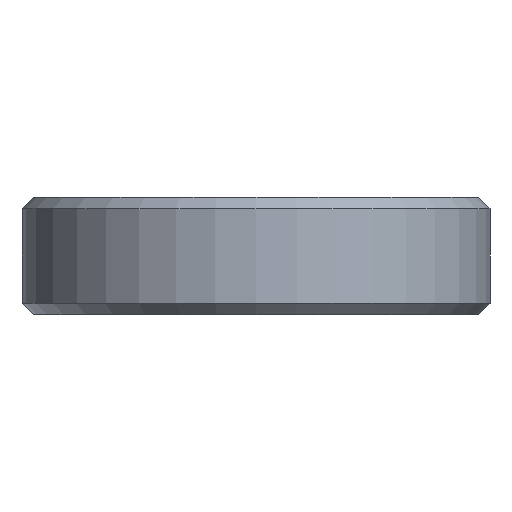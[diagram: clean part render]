
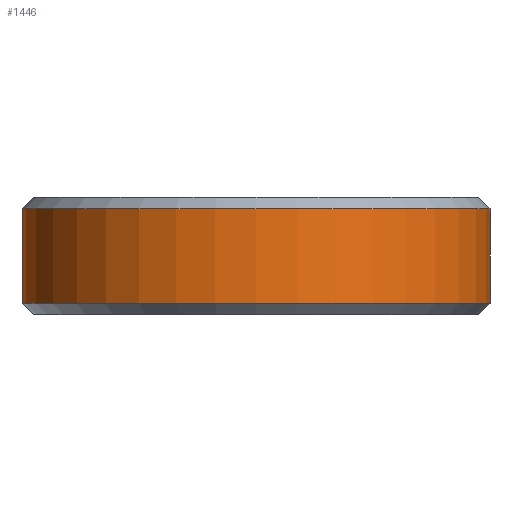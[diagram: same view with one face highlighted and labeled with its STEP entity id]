
A CAD part, left-side view. The second image highlights one B-rep face of the part: STEP entity #1446.
In plain terms, the highlighted cylindrical face has radius 6.25 mm (diameter 12.5 mm), a partial arc.
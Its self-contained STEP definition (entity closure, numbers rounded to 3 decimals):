
#144 = VERTEX_POINT('',#145);
#145 = CARTESIAN_POINT('',(0.,-6.25,0.3));
#161 = CONICAL_SURFACE('',#162,6.25,0.785);
#162 = AXIS2_PLACEMENT_3D('',#163,#164,#165);
#163 = CARTESIAN_POINT('',(0.,0.,0.3));
#164 = DIRECTION('',(0.,0.,1.));
#165 = DIRECTION('',(0.,1.,0.));
#187 = PLANE('',#188);
#188 = AXIS2_PLACEMENT_3D('',#189,#190,#191);
#189 = CARTESIAN_POINT('',(187.5,-6.25,0.));
#190 = DIRECTION('',(0.,-1.,0.));
#191 = DIRECTION('',(-1.,0.,0.));
#290 = PLANE('',#291);
#291 = AXIS2_PLACEMENT_3D('',#292,#293,#294);
#292 = CARTESIAN_POINT('',(187.5,6.25,0.));
#293 = DIRECTION('',(0.,-1.,0.));
#294 = DIRECTION('',(-1.,0.,0.));
#742 = VERTEX_POINT('',#743);
#743 = CARTESIAN_POINT('',(0.,6.25,0.3));
#789 = EDGE_CURVE('',#742,#144,#790,.T.);
#790 = SURFACE_CURVE('',#791,(#796,#803),.PCURVE_S1.);
#791 = CIRCLE('',#792,6.25);
#792 = AXIS2_PLACEMENT_3D('',#793,#794,#795);
#793 = CARTESIAN_POINT('',(0.,0.,0.3));
#794 = DIRECTION('',(0.,-0.,1.));
#795 = DIRECTION('',(0.,1.,0.));
#796 = PCURVE('',#161,#797);
#797 = DEFINITIONAL_REPRESENTATION('',(#798),#802);
#798 = LINE('',#799,#800);
#799 = CARTESIAN_POINT('',(0.,-0.));
#800 = VECTOR('',#801,1.);
#801 = DIRECTION('',(1.,-0.));
#802 = ( GEOMETRIC_REPRESENTATION_CONTEXT(2) 
PARAMETRIC_REPRESENTATION_CONTEXT() REPRESENTATION_CONTEXT('2D SPACE',''
  ) );
#803 = PCURVE('',#804,#809);
#804 = CYLINDRICAL_SURFACE('',#805,6.25);
#805 = AXIS2_PLACEMENT_3D('',#806,#807,#808);
#806 = CARTESIAN_POINT('',(0.,0.,0.));
#807 = DIRECTION('',(-0.,-0.,-1.));
#808 = DIRECTION('',(1.,0.,0.));
#809 = DEFINITIONAL_REPRESENTATION('',(#810),#814);
#810 = LINE('',#811,#812);
#811 = CARTESIAN_POINT('',(-1.571,-0.3));
#812 = VECTOR('',#813,1.);
#813 = DIRECTION('',(-1.,0.));
#814 = ( GEOMETRIC_REPRESENTATION_CONTEXT(2) 
PARAMETRIC_REPRESENTATION_CONTEXT() REPRESENTATION_CONTEXT('2D SPACE',''
  ) );
#823 = VERTEX_POINT('',#824);
#824 = CARTESIAN_POINT('',(0.,-6.25,2.825));
#850 = EDGE_CURVE('',#144,#823,#851,.T.);
#851 = SURFACE_CURVE('',#852,(#856,#863),.PCURVE_S1.);
#852 = LINE('',#853,#854);
#853 = CARTESIAN_POINT('',(0.,-6.25,0.));
#854 = VECTOR('',#855,1.);
#855 = DIRECTION('',(0.,0.,1.));
#856 = PCURVE('',#187,#857);
#857 = DEFINITIONAL_REPRESENTATION('',(#858),#862);
#858 = LINE('',#859,#860);
#859 = CARTESIAN_POINT('',(187.5,0.));
#860 = VECTOR('',#861,1.);
#861 = DIRECTION('',(0.,-1.));
#862 = ( GEOMETRIC_REPRESENTATION_CONTEXT(2) 
PARAMETRIC_REPRESENTATION_CONTEXT() REPRESENTATION_CONTEXT('2D SPACE',''
  ) );
#863 = PCURVE('',#804,#864);
#864 = DEFINITIONAL_REPRESENTATION('',(#865),#869);
#865 = LINE('',#866,#867);
#866 = CARTESIAN_POINT('',(-4.712,0.));
#867 = VECTOR('',#868,1.);
#868 = DIRECTION('',(-0.,-1.));
#869 = ( GEOMETRIC_REPRESENTATION_CONTEXT(2) 
PARAMETRIC_REPRESENTATION_CONTEXT() REPRESENTATION_CONTEXT('2D SPACE',''
  ) );
#959 = VERTEX_POINT('',#960);
#960 = CARTESIAN_POINT('',(0.,6.25,2.825));
#981 = EDGE_CURVE('',#742,#959,#982,.T.);
#982 = SURFACE_CURVE('',#983,(#987,#994),.PCURVE_S1.);
#983 = LINE('',#984,#985);
#984 = CARTESIAN_POINT('',(0.,6.25,0.));
#985 = VECTOR('',#986,1.);
#986 = DIRECTION('',(0.,0.,1.));
#987 = PCURVE('',#290,#988);
#988 = DEFINITIONAL_REPRESENTATION('',(#989),#993);
#989 = LINE('',#990,#991);
#990 = CARTESIAN_POINT('',(187.5,0.));
#991 = VECTOR('',#992,1.);
#992 = DIRECTION('',(0.,-1.));
#993 = ( GEOMETRIC_REPRESENTATION_CONTEXT(2) 
PARAMETRIC_REPRESENTATION_CONTEXT() REPRESENTATION_CONTEXT('2D SPACE',''
  ) );
#994 = PCURVE('',#804,#995);
#995 = DEFINITIONAL_REPRESENTATION('',(#996),#1000);
#996 = LINE('',#997,#998);
#997 = CARTESIAN_POINT('',(-1.571,0.));
#998 = VECTOR('',#999,1.);
#999 = DIRECTION('',(-0.,-1.));
#1000 = ( GEOMETRIC_REPRESENTATION_CONTEXT(2) 
PARAMETRIC_REPRESENTATION_CONTEXT() REPRESENTATION_CONTEXT('2D SPACE',''
  ) );
#1446 = ADVANCED_FACE('',(#1447),#804,.T.);
#1447 = FACE_BOUND('',#1448,.F.);
#1448 = EDGE_LOOP('',(#1449,#1450,#1477,#1478));
#1449 = ORIENTED_EDGE('',*,*,#981,.T.);
#1450 = ORIENTED_EDGE('',*,*,#1451,.T.);
#1451 = EDGE_CURVE('',#959,#823,#1452,.T.);
#1452 = SURFACE_CURVE('',#1453,(#1458,#1465),.PCURVE_S1.);
#1453 = CIRCLE('',#1454,6.25);
#1454 = AXIS2_PLACEMENT_3D('',#1455,#1456,#1457);
#1455 = CARTESIAN_POINT('',(0.,0.,2.825));
#1456 = DIRECTION('',(0.,-0.,1.));
#1457 = DIRECTION('',(0.,1.,0.));
#1458 = PCURVE('',#804,#1459);
#1459 = DEFINITIONAL_REPRESENTATION('',(#1460),#1464);
#1460 = LINE('',#1461,#1462);
#1461 = CARTESIAN_POINT('',(-1.571,-2.825));
#1462 = VECTOR('',#1463,1.);
#1463 = DIRECTION('',(-1.,0.));
#1464 = ( GEOMETRIC_REPRESENTATION_CONTEXT(2) 
PARAMETRIC_REPRESENTATION_CONTEXT() REPRESENTATION_CONTEXT('2D SPACE',''
  ) );
#1465 = PCURVE('',#1466,#1471);
#1466 = CONICAL_SURFACE('',#1467,6.25,0.785);
#1467 = AXIS2_PLACEMENT_3D('',#1468,#1469,#1470);
#1468 = CARTESIAN_POINT('',(0.,0.,2.825));
#1469 = DIRECTION('',(-0.,-0.,-1.));
#1470 = DIRECTION('',(0.,1.,0.));
#1471 = DEFINITIONAL_REPRESENTATION('',(#1472),#1476);
#1472 = LINE('',#1473,#1474);
#1473 = CARTESIAN_POINT('',(-0.,-0.));
#1474 = VECTOR('',#1475,1.);
#1475 = DIRECTION('',(-1.,-0.));
#1476 = ( GEOMETRIC_REPRESENTATION_CONTEXT(2) 
PARAMETRIC_REPRESENTATION_CONTEXT() REPRESENTATION_CONTEXT('2D SPACE',''
  ) );
#1477 = ORIENTED_EDGE('',*,*,#850,.F.);
#1478 = ORIENTED_EDGE('',*,*,#789,.F.);
